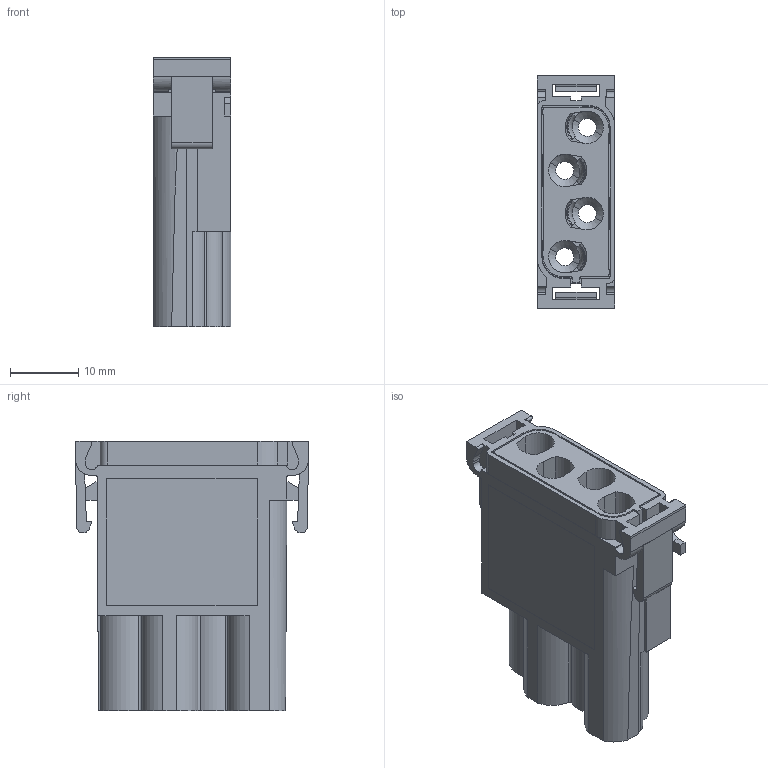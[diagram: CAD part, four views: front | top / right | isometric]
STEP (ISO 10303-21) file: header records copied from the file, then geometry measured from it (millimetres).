
FILE_DESCRIPTION(('CATIA V5 STEP Exchange','CAx-IF Rec.Pracs.--- Model Styling and Organization---1.2---2011-12-15'),'2;1');
FILE_NAME ('024078-3_1_1861920000_1861920000.stp','2018-08-28T15:55:14+00:00',('none'),('Weidmueller'),'CATIA Version 5-6 Release 2014','CATIA V5 STEP AP214','none');
FILE_SCHEMA(('AUTOMOTIVE_DESIGN { 1 0 10303 214 1 1 1 1 }'));
Length unit declared in the file: millimetre
Products named in the file (1): 1861920000
Bounding box: 11.35 x 34 x 39.4 mm (x, y, z)
Volume: 5808.2 mm3; surface area: 10413.5 mm2
Topology: 6 solids, 6 shells, 358 faces, 1018 edges, 678 vertices
Faces by surface type: plane 192, cylinder 117, cone 33, torus 16
Entity records: 11239 total; most frequent: CARTESIAN_POINT 2174, ORIENTED_EDGE 2036, DIRECTION 1572, EDGE_CURVE 1018, VERTEX_POINT 678, VECTOR 650, LINE 650, AXIS2_PLACEMENT_3D 632
